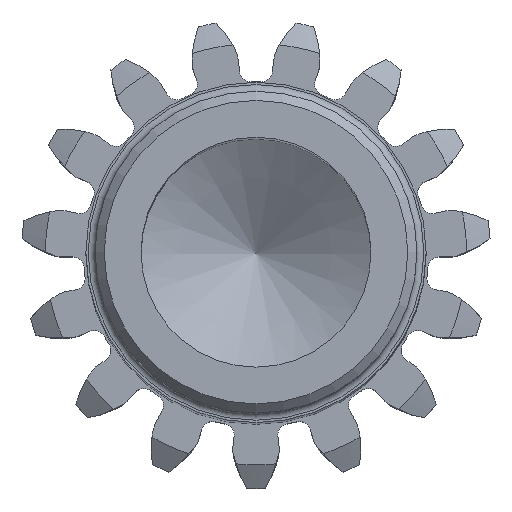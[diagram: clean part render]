
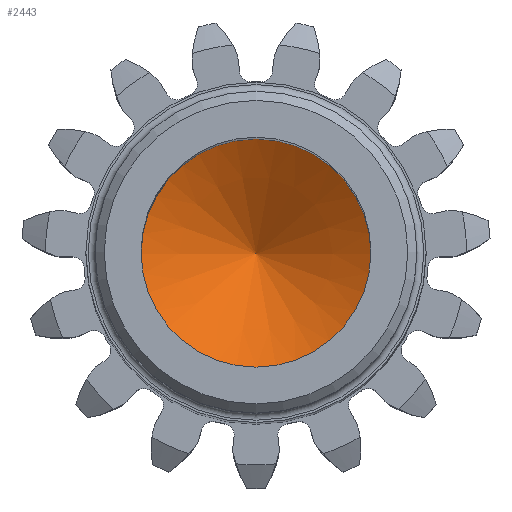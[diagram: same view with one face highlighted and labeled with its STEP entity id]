
A CAD part, top view. The second image highlights one B-rep face of the part: STEP entity #2443.
In plain terms, the highlighted conical face has half-angle 59 degrees and reference radius 2.5 mm.
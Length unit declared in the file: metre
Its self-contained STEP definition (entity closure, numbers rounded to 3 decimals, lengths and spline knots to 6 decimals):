
#12=VERTEX_LOOP('',#1807);
#75=CONICAL_SURFACE('',#2723,0.0025,1.03);
#423=CIRCLE('',#2724,0.0025);
#1173=ORIENTED_EDGE('',*,*,#1551,.F.);
#1551=EDGE_CURVE('',#1808,#1808,#423,.T.);
#1807=VERTEX_POINT('',#7074);
#1808=VERTEX_POINT('',#7076);
#2084=EDGE_LOOP('',(#1173));
#2238=FACE_BOUND('',#12,.T.);
#2239=FACE_BOUND('',#2084,.T.);
#2443=ADVANCED_FACE('',(#2238,#2239),#75,.F.);
#2723=AXIS2_PLACEMENT_3D('',#7073,#3348,#3349);
#2724=AXIS2_PLACEMENT_3D('',#7075,#3350,#3351);
#3348=DIRECTION('',(0.,0.,1.));
#3349=DIRECTION('',(1.,0.,0.));
#3350=DIRECTION('',(0.,0.,-1.));
#3351=DIRECTION('',(-1.,0.,0.));
#7073=CARTESIAN_POINT('',(0.,0.0147,0.0157));
#7074=CARTESIAN_POINT('',(0.,0.0147,0.014198));
#7075=CARTESIAN_POINT('',(0.,0.0147,0.0157));
#7076=CARTESIAN_POINT('',(-0.0025,0.0147,0.0157));
